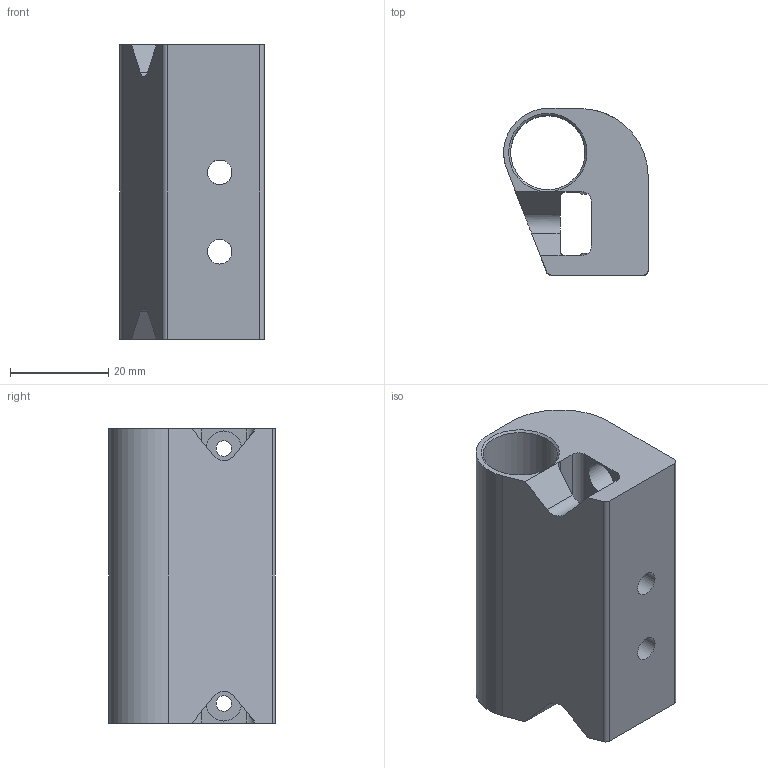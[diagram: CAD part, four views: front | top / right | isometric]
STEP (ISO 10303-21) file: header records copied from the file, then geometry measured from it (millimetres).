
FILE_DESCRIPTION(('FreeCAD Model'),'2;1');
FILE_NAME('Open CASCADE Shape Model','2025-02-04T20:13:40',(''),(''), 'Open CASCADE STEP processor 7.8','FreeCAD','Unknown');
FILE_SCHEMA(('AUTOMOTIVE_DESIGN { 1 0 10303 214 1 1 1 1 }'));
Length unit declared in the file: millimetre
Products named in the file (1): Тело (Mirror #1)
Bounding box: 29.49 x 34 x 60 mm (x, y, z)
Volume: 28690.8 mm3; surface area: 13794.1 mm2
Topology: 1 solids, 1 shells, 84 faces, 238 edges, 157 vertices
Faces by surface type: plane 35, cylinder 33, torus 12, cone 4
Full cylindrical faces by diameter (mm): 3.2 x2, 7.2 x2, 9 x2, 15.175 x1
Entity records: 2981 total; most frequent: CARTESIAN_POINT 650, DIRECTION 505, ORIENTED_EDGE 476, EDGE_CURVE 238, AXIS2_PLACEMENT_3D 188, VERTEX_POINT 157, LINE 129, VECTOR 129
